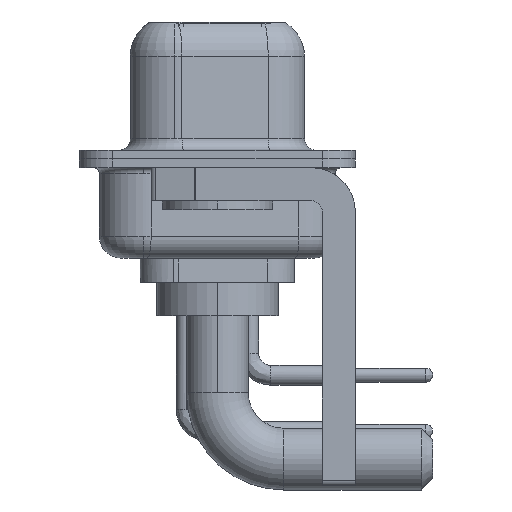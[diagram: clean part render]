
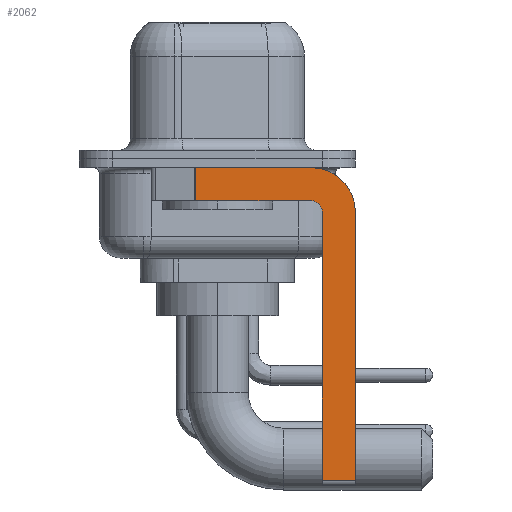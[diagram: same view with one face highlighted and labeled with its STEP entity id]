
A CAD part, left-side view. The second image highlights one B-rep face of the part: STEP entity #2062.
In plain terms, the highlighted planar face has unit normal (-1, 0, 0).
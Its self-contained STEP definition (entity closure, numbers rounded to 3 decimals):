
#459 = ORIENTED_EDGE ( 'NONE', *, *, #14110, .F. ) ;
#588 = EDGE_CURVE ( 'NONE', #3100, #21149, #6426, .T. ) ;
#1044 = LINE ( 'NONE', #21273, #20127 ) ;
#1176 = DIRECTION ( 'NONE',  ( 0., 1., 0. ) ) ;
#1245 = DIRECTION ( 'NONE',  ( 0., 0., -1. ) ) ;
#1258 = CARTESIAN_POINT ( 'NONE',  ( -2.9, -6.25, -2.4 ) ) ;
#1504 = CARTESIAN_POINT ( 'NONE',  ( -2.9, -4.25, -1.9 ) ) ;
#1885 = CIRCLE ( 'NONE', #4008, 2. ) ;
#2048 = FACE_OUTER_BOUND ( 'NONE', #6175, .T. ) ;
#2062 = ADVANCED_FACE ( 'NONE', ( #2048 ), #7502, .F. ) ;
#2123 = VERTEX_POINT ( 'NONE', #10558 ) ;
#2137 = CARTESIAN_POINT ( 'NONE',  ( -2.9, -4.75, -14.8 ) ) ;
#2161 = CARTESIAN_POINT ( 'NONE',  ( -2.9, -6.25, -14.55 ) ) ;
#2369 = VERTEX_POINT ( 'NONE', #13501 ) ;
#2561 = ORIENTED_EDGE ( 'NONE', *, *, #13241, .F. ) ;
#2683 = VERTEX_POINT ( 'NONE', #1258 ) ;
#2779 = CARTESIAN_POINT ( 'NONE',  ( -2.9, 0.978, -1.9 ) ) ;
#2854 = VECTOR ( 'NONE', #1245, 1000. ) ;
#3009 = DIRECTION ( 'NONE',  ( 0., -1., 0. ) ) ;
#3100 = VERTEX_POINT ( 'NONE', #5493 ) ;
#3127 = VERTEX_POINT ( 'NONE', #16194 ) ;
#3334 = VECTOR ( 'NONE', #1176, 1000. ) ;
#3603 = AXIS2_PLACEMENT_3D ( 'NONE', #17038, #10778, #8716 ) ;
#4008 = AXIS2_PLACEMENT_3D ( 'NONE', #4185, #10829, #9192 ) ;
#4051 = EDGE_CURVE ( 'NONE', #15022, #2369, #1044, .T. ) ;
#4185 = CARTESIAN_POINT ( 'NONE',  ( -2.9, -4.25, -2.4 ) ) ;
#4593 = CARTESIAN_POINT ( 'NONE',  ( -2.9, 0.978, -0.4 ) ) ;
#5080 = ORIENTED_EDGE ( 'NONE', *, *, #7132, .F. ) ;
#5216 = ORIENTED_EDGE ( 'NONE', *, *, #8931, .T. ) ;
#5493 = CARTESIAN_POINT ( 'NONE',  ( -2.9, -4.75, -14.55 ) ) ;
#6175 = EDGE_LOOP ( 'NONE', ( #12050, #5216, #459, #8405, #5080, #11172, #13014, #2561 ) ) ;
#6296 = LINE ( 'NONE', #14396, #3334 ) ;
#6426 = LINE ( 'NONE', #11561, #10094 ) ;
#6677 = CARTESIAN_POINT ( 'NONE',  ( -2.9, -6.25, -2.4 ) ) ;
#6847 = LINE ( 'NONE', #2137, #21293 ) ;
#6920 = DIRECTION ( 'NONE',  ( -1., 0., 0. ) ) ;
#7132 = EDGE_CURVE ( 'NONE', #3100, #2123, #6847, .T. ) ;
#7502 = PLANE ( 'NONE',  #3603 ) ;
#8405 = ORIENTED_EDGE ( 'NONE', *, *, #13090, .F. ) ;
#8458 = VECTOR ( 'NONE', #16637, 1000. ) ;
#8716 = DIRECTION ( 'NONE',  ( 0., 0., -1. ) ) ;
#8878 = CIRCLE ( 'NONE', #20082, 0.5 ) ;
#8931 = EDGE_CURVE ( 'NONE', #15022, #3127, #18186, .T. ) ;
#9192 = DIRECTION ( 'NONE',  ( 0., 0., -1. ) ) ;
#10094 = VECTOR ( 'NONE', #13097, 1000. ) ;
#10558 = CARTESIAN_POINT ( 'NONE',  ( -2.9, -4.75, -2.4 ) ) ;
#10778 = DIRECTION ( 'NONE',  ( 1., 0., 0. ) ) ;
#10829 = DIRECTION ( 'NONE',  ( 1., 0., 0. ) ) ;
#11172 = ORIENTED_EDGE ( 'NONE', *, *, #588, .T. ) ;
#11390 = EDGE_CURVE ( 'NONE', #2683, #21149, #20045, .T. ) ;
#11561 = CARTESIAN_POINT ( 'NONE',  ( -2.9, -4.25, -14.55 ) ) ;
#12050 = ORIENTED_EDGE ( 'NONE', *, *, #4051, .F. ) ;
#13014 = ORIENTED_EDGE ( 'NONE', *, *, #11390, .F. ) ;
#13090 = EDGE_CURVE ( 'NONE', #2123, #16733, #8878, .T. ) ;
#13097 = DIRECTION ( 'NONE',  ( 0., -1., 0. ) ) ;
#13241 = EDGE_CURVE ( 'NONE', #2369, #2683, #1885, .T. ) ;
#13262 = CARTESIAN_POINT ( 'NONE',  ( -2.9, -4.25, -2.4 ) ) ;
#13501 = CARTESIAN_POINT ( 'NONE',  ( -2.9, -4.25, -0.4 ) ) ;
#14110 = EDGE_CURVE ( 'NONE', #16733, #3127, #6296, .T. ) ;
#14396 = CARTESIAN_POINT ( 'NONE',  ( -2.9, -4.25, -1.9 ) ) ;
#15012 = DIRECTION ( 'NONE',  ( 0., 0., 1. ) ) ;
#15022 = VERTEX_POINT ( 'NONE', #4593 ) ;
#16194 = CARTESIAN_POINT ( 'NONE',  ( -2.9, 0.978, -1.9 ) ) ;
#16637 = DIRECTION ( 'NONE',  ( 0., 0., -1. ) ) ;
#16733 = VERTEX_POINT ( 'NONE', #1504 ) ;
#17038 = CARTESIAN_POINT ( 'NONE',  ( -2.9, -4.25, -2.4 ) ) ;
#18186 = LINE ( 'NONE', #2779, #2854 ) ;
#20045 = LINE ( 'NONE', #6677, #8458 ) ;
#20082 = AXIS2_PLACEMENT_3D ( 'NONE', #13262, #6920, #15012 ) ;
#20127 = VECTOR ( 'NONE', #3009, 1000. ) ;
#20638 = DIRECTION ( 'NONE',  ( 0., 0., 1. ) ) ;
#21149 = VERTEX_POINT ( 'NONE', #2161 ) ;
#21273 = CARTESIAN_POINT ( 'NONE',  ( -2.9, 3., -0.4 ) ) ;
#21293 = VECTOR ( 'NONE', #20638, 1000. ) ;
